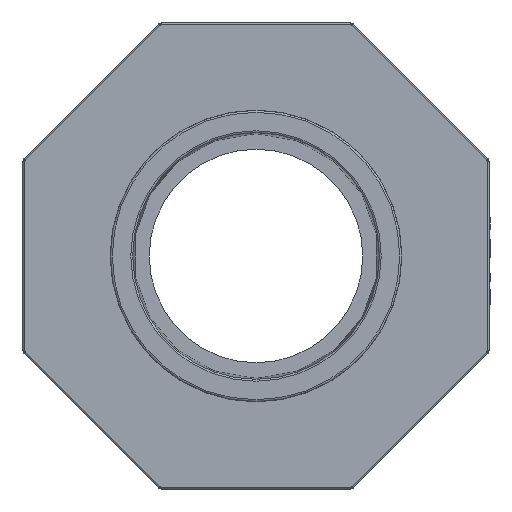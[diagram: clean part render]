
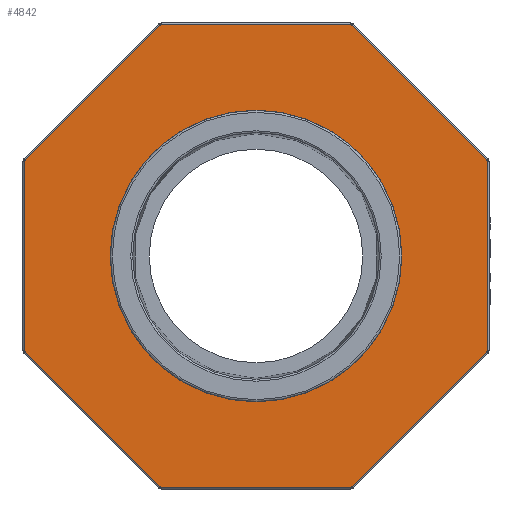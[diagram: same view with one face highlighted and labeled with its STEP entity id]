
A CAD part, front view. The second image highlights one B-rep face of the part: STEP entity #4842.
In plain terms, the highlighted planar face has unit normal (0, -1, 0).
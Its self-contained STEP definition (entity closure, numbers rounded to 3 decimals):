
#117=FACE_BOUND('',#649,.T.);
#136=PLANE('',#5185);
#327=FACE_OUTER_BOUND('',#648,.T.);
#648=EDGE_LOOP('',(#3622,#3623,#3624,#3625,#3626,#3627,#3628,#3629,#3630,
#3631,#3632,#3633,#3634,#3635,#3636,#3637));
#649=EDGE_LOOP('',(#3638));
#942=CIRCLE('',#5184,37.55);
#943=CIRCLE('',#5186,0.5);
#944=CIRCLE('',#5187,0.5);
#945=CIRCLE('',#5188,0.5);
#946=CIRCLE('',#5189,0.5);
#947=CIRCLE('',#5190,0.5);
#948=CIRCLE('',#5191,0.5);
#949=CIRCLE('',#5192,0.5);
#950=CIRCLE('',#5193,0.5);
#1330=LINE('',#11497,#1791);
#1331=LINE('',#11501,#1792);
#1332=LINE('',#11505,#1793);
#1333=LINE('',#11509,#1794);
#1334=LINE('',#11513,#1795);
#1335=LINE('',#11517,#1796);
#1336=LINE('',#11521,#1797);
#1337=LINE('',#11525,#1798);
#1791=VECTOR('',#5770,1.);
#1792=VECTOR('',#5773,1.);
#1793=VECTOR('',#5776,1.);
#1794=VECTOR('',#5779,1.);
#1795=VECTOR('',#5782,1.);
#1796=VECTOR('',#5785,1.);
#1797=VECTOR('',#5788,1.);
#1798=VECTOR('',#5791,1.);
#2346=VERTEX_POINT('',#11491);
#2347=VERTEX_POINT('',#11495);
#2348=VERTEX_POINT('',#11496);
#2349=VERTEX_POINT('',#11498);
#2350=VERTEX_POINT('',#11500);
#2351=VERTEX_POINT('',#11502);
#2352=VERTEX_POINT('',#11504);
#2353=VERTEX_POINT('',#11506);
#2354=VERTEX_POINT('',#11508);
#2355=VERTEX_POINT('',#11510);
#2356=VERTEX_POINT('',#11512);
#2357=VERTEX_POINT('',#11514);
#2358=VERTEX_POINT('',#11516);
#2359=VERTEX_POINT('',#11518);
#2360=VERTEX_POINT('',#11520);
#2361=VERTEX_POINT('',#11522);
#2362=VERTEX_POINT('',#11524);
#2850=EDGE_CURVE('',#2346,#2346,#942,.T.);
#2852=EDGE_CURVE('',#2347,#2348,#1330,.T.);
#2853=EDGE_CURVE('',#2348,#2349,#943,.T.);
#2854=EDGE_CURVE('',#2349,#2350,#1331,.T.);
#2855=EDGE_CURVE('',#2350,#2351,#944,.T.);
#2856=EDGE_CURVE('',#2351,#2352,#1332,.T.);
#2857=EDGE_CURVE('',#2352,#2353,#945,.T.);
#2858=EDGE_CURVE('',#2353,#2354,#1333,.T.);
#2859=EDGE_CURVE('',#2354,#2355,#946,.T.);
#2860=EDGE_CURVE('',#2355,#2356,#1334,.T.);
#2861=EDGE_CURVE('',#2356,#2357,#947,.T.);
#2862=EDGE_CURVE('',#2357,#2358,#1335,.T.);
#2863=EDGE_CURVE('',#2358,#2359,#948,.T.);
#2864=EDGE_CURVE('',#2359,#2360,#1336,.T.);
#2865=EDGE_CURVE('',#2360,#2361,#949,.T.);
#2866=EDGE_CURVE('',#2361,#2362,#1337,.T.);
#2867=EDGE_CURVE('',#2362,#2347,#950,.T.);
#3622=ORIENTED_EDGE('',*,*,#2852,.T.);
#3623=ORIENTED_EDGE('',*,*,#2853,.T.);
#3624=ORIENTED_EDGE('',*,*,#2854,.T.);
#3625=ORIENTED_EDGE('',*,*,#2855,.T.);
#3626=ORIENTED_EDGE('',*,*,#2856,.T.);
#3627=ORIENTED_EDGE('',*,*,#2857,.T.);
#3628=ORIENTED_EDGE('',*,*,#2858,.T.);
#3629=ORIENTED_EDGE('',*,*,#2859,.T.);
#3630=ORIENTED_EDGE('',*,*,#2860,.T.);
#3631=ORIENTED_EDGE('',*,*,#2861,.T.);
#3632=ORIENTED_EDGE('',*,*,#2862,.T.);
#3633=ORIENTED_EDGE('',*,*,#2863,.T.);
#3634=ORIENTED_EDGE('',*,*,#2864,.T.);
#3635=ORIENTED_EDGE('',*,*,#2865,.T.);
#3636=ORIENTED_EDGE('',*,*,#2866,.T.);
#3637=ORIENTED_EDGE('',*,*,#2867,.T.);
#3638=ORIENTED_EDGE('',*,*,#2850,.F.);
#4842=ADVANCED_FACE('',(#327,#117),#136,.T.);
#5184=AXIS2_PLACEMENT_3D('',#11492,#5765,#5766);
#5185=AXIS2_PLACEMENT_3D('',#11494,#5768,#5769);
#5186=AXIS2_PLACEMENT_3D('',#11499,#5771,#5772);
#5187=AXIS2_PLACEMENT_3D('',#11503,#5774,#5775);
#5188=AXIS2_PLACEMENT_3D('',#11507,#5777,#5778);
#5189=AXIS2_PLACEMENT_3D('',#11511,#5780,#5781);
#5190=AXIS2_PLACEMENT_3D('',#11515,#5783,#5784);
#5191=AXIS2_PLACEMENT_3D('',#11519,#5786,#5787);
#5192=AXIS2_PLACEMENT_3D('',#11523,#5789,#5790);
#5193=AXIS2_PLACEMENT_3D('',#11526,#5792,#5793);
#5765=DIRECTION('center_axis',(0.,-1.,0.));
#5766=DIRECTION('ref_axis',(0.,0.,-1.));
#5768=DIRECTION('center_axis',(0.,-1.,0.));
#5769=DIRECTION('ref_axis',(0.,0.,-1.));
#5770=DIRECTION('',(-0.707,0.,-0.707));
#5771=DIRECTION('center_axis',(0.,-1.,0.));
#5772=DIRECTION('ref_axis',(0.,0.,-1.));
#5773=DIRECTION('',(0.,0.,-1.));
#5774=DIRECTION('center_axis',(0.,-1.,0.));
#5775=DIRECTION('ref_axis',(0.,0.,-1.));
#5776=DIRECTION('',(0.707,0.,-0.707));
#5777=DIRECTION('center_axis',(0.,-1.,0.));
#5778=DIRECTION('ref_axis',(0.,0.,-1.));
#5779=DIRECTION('',(1.,0.,0.));
#5780=DIRECTION('center_axis',(0.,-1.,0.));
#5781=DIRECTION('ref_axis',(0.,0.,-1.));
#5782=DIRECTION('',(0.707,0.,0.707));
#5783=DIRECTION('center_axis',(0.,-1.,0.));
#5784=DIRECTION('ref_axis',(0.,0.,-1.));
#5785=DIRECTION('',(0.,0.,1.));
#5786=DIRECTION('center_axis',(0.,-1.,0.));
#5787=DIRECTION('ref_axis',(0.,0.,-1.));
#5788=DIRECTION('',(-0.707,0.,0.707));
#5789=DIRECTION('center_axis',(0.,-1.,0.));
#5790=DIRECTION('ref_axis',(0.,0.,-1.));
#5791=DIRECTION('',(-1.,0.,0.));
#5792=DIRECTION('center_axis',(0.,-1.,0.));
#5793=DIRECTION('ref_axis',(0.,0.,-1.));
#11491=CARTESIAN_POINT('',(0.,-40.5,-37.55));
#11492=CARTESIAN_POINT('Origin',(0.,-40.5,0.));
#11494=CARTESIAN_POINT('Origin',(-37.55,-40.5,0.));
#11495=CARTESIAN_POINT('',(-24.792,-40.5,59.354));
#11496=CARTESIAN_POINT('',(-59.354,-40.5,24.792));
#11497=CARTESIAN_POINT('',(-60.848,-40.5,23.298));
#11498=CARTESIAN_POINT('',(-59.5,-40.5,24.439));
#11499=CARTESIAN_POINT('Origin',(-59.,-40.5,24.439));
#11500=CARTESIAN_POINT('',(-59.5,-40.5,-24.439));
#11501=CARTESIAN_POINT('',(-59.5,-40.5,0.));
#11502=CARTESIAN_POINT('',(-59.354,-40.5,-24.792));
#11503=CARTESIAN_POINT('Origin',(-59.,-40.5,-24.439));
#11504=CARTESIAN_POINT('',(-24.792,-40.5,-59.354));
#11505=CARTESIAN_POINT('',(-60.848,-40.5,-23.298));
#11506=CARTESIAN_POINT('',(-24.439,-40.5,-59.5));
#11507=CARTESIAN_POINT('Origin',(-24.439,-40.5,-59.));
#11508=CARTESIAN_POINT('',(24.439,-40.5,-59.5));
#11509=CARTESIAN_POINT('',(-37.55,-40.5,-59.5));
#11510=CARTESIAN_POINT('',(24.792,-40.5,-59.354));
#11511=CARTESIAN_POINT('Origin',(24.439,-40.5,-59.));
#11512=CARTESIAN_POINT('',(59.354,-40.5,-24.792));
#11513=CARTESIAN_POINT('',(23.298,-40.5,-60.848));
#11514=CARTESIAN_POINT('',(59.5,-40.5,-24.439));
#11515=CARTESIAN_POINT('Origin',(59.,-40.5,-24.439));
#11516=CARTESIAN_POINT('',(59.5,-40.5,24.439));
#11517=CARTESIAN_POINT('',(59.5,-40.5,0.));
#11518=CARTESIAN_POINT('',(59.354,-40.5,24.792));
#11519=CARTESIAN_POINT('Origin',(59.,-40.5,24.439));
#11520=CARTESIAN_POINT('',(24.792,-40.5,59.354));
#11521=CARTESIAN_POINT('',(23.298,-40.5,60.848));
#11522=CARTESIAN_POINT('',(24.439,-40.5,59.5));
#11523=CARTESIAN_POINT('Origin',(24.439,-40.5,59.));
#11524=CARTESIAN_POINT('',(-24.439,-40.5,59.5));
#11525=CARTESIAN_POINT('',(-37.55,-40.5,59.5));
#11526=CARTESIAN_POINT('Origin',(-24.439,-40.5,59.));
